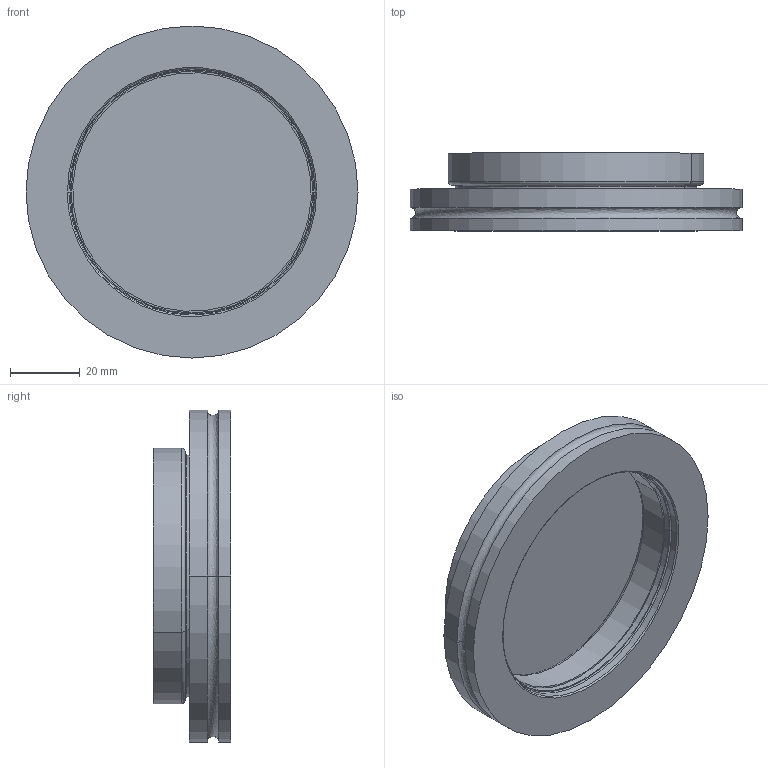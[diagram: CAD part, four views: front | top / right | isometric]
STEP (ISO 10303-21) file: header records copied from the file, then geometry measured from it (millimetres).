
FILE_DESCRIPTION (( 'STEP AP203' ), '1' );
FILE_NAME ('A10935-2-ISO.STEP', '2013-10-04T12:47:22', ( '' ), ( '' ), 'SwSTEP 2.0', 'SolidWorks 2012', '' );
FILE_SCHEMA (( 'CONFIG_CONTROL_DESIGN' ));
Length unit declared in the file: inch
Products named in the file (1): A10935-2-ISO
Bounding box: 95 x 22.23 x 95 mm (x, y, z)
Volume: 62812.4 mm3; surface area: 26347.2 mm2
Topology: 1 solids, 1 shells, 55 faces, 108 edges, 64 vertices
Faces by surface type: cylinder 22, bspline 14, plane 11, torus 8
Entity records: 2557 total; most frequent: CARTESIAN_POINT 1366, DIRECTION 254, ORIENTED_EDGE 216, AXIS2_PLACEMENT_3D 116, EDGE_CURVE 108, CIRCLE 74, EDGE_LOOP 64, VERTEX_POINT 64
